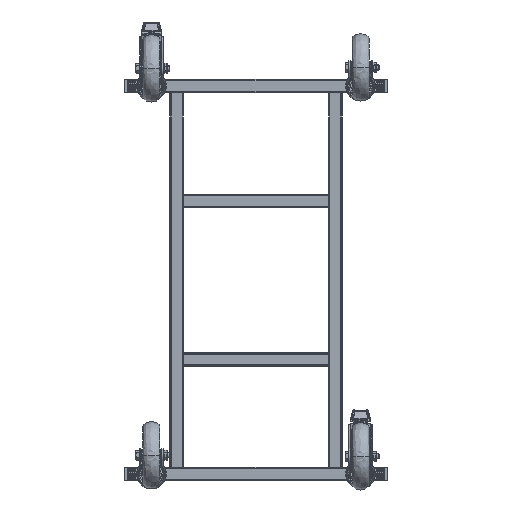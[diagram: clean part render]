
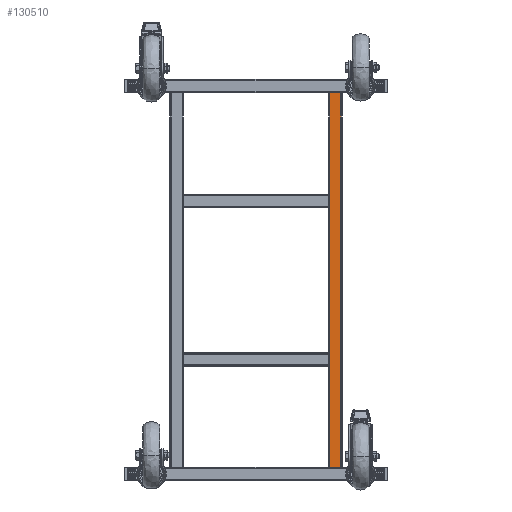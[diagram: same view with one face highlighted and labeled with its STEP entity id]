
A CAD part, front view. The second image highlights one B-rep face of the part: STEP entity #130510.
In plain terms, the highlighted planar face has unit normal (0, -1, 0).
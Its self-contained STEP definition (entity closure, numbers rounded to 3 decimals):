
#3304 = CARTESIAN_POINT ( 'NONE',  ( 125.5, 0., 277.5 ) ) ;
#13781 = EDGE_CURVE ( 'NONE', #38769, #120343, #73298, .T. ) ;
#23739 = DIRECTION ( 'NONE',  ( -1., 0., 0. ) ) ;
#27471 = EDGE_CURVE ( 'NONE', #141555, #38769, #87566, .T. ) ;
#36063 = VECTOR ( 'NONE', #105235, 1000. ) ;
#38769 = VERTEX_POINT ( 'NONE', #3304 ) ;
#38830 = CARTESIAN_POINT ( 'NONE',  ( 109.5, 0., -277.5 ) ) ;
#40843 = EDGE_CURVE ( 'NONE', #117185, #120343, #152739, .T. ) ;
#41734 = DIRECTION ( 'NONE',  ( 0., 1., 0. ) ) ;
#42721 = ORIENTED_EDGE ( 'NONE', *, *, #92853, .F. ) ;
#43459 = DIRECTION ( 'NONE',  ( 1., 0., 0. ) ) ;
#46096 = CARTESIAN_POINT ( 'NONE',  ( 125.5, 0., 277.5 ) ) ;
#62192 = DIRECTION ( 'NONE',  ( -1., 0., 0. ) ) ;
#67054 = ORIENTED_EDGE ( 'NONE', *, *, #40843, .F. ) ;
#73298 = LINE ( 'NONE', #46096, #162935 ) ;
#75080 = PLANE ( 'NONE',  #147581 ) ;
#87566 = LINE ( 'NONE', #150939, #94399 ) ;
#87711 = ORIENTED_EDGE ( 'NONE', *, *, #27471, .T. ) ;
#88689 = FACE_OUTER_BOUND ( 'NONE', #96270, .T. ) ;
#92853 = EDGE_CURVE ( 'NONE', #141555, #117185, #126044, .T. ) ;
#94399 = VECTOR ( 'NONE', #152661, 1000. ) ;
#96270 = EDGE_LOOP ( 'NONE', ( #148842, #67054, #42721, #87711 ) ) ;
#105235 = DIRECTION ( 'NONE',  ( 0., 0., 1. ) ) ;
#117185 = VERTEX_POINT ( 'NONE', #38830 ) ;
#117577 = CARTESIAN_POINT ( 'NONE',  ( 125.5, 0., -277.5 ) ) ;
#120343 = VERTEX_POINT ( 'NONE', #167127 ) ;
#126044 = LINE ( 'NONE', #154382, #154730 ) ;
#130510 = ADVANCED_FACE ( 'NONE', ( #88689 ), #75080, .F. ) ;
#130922 = CARTESIAN_POINT ( 'NONE',  ( 109.5, 0., -277.5 ) ) ;
#133049 = CARTESIAN_POINT ( 'NONE',  ( 125.5, 0., -277.5 ) ) ;
#141555 = VERTEX_POINT ( 'NONE', #117577 ) ;
#147581 = AXIS2_PLACEMENT_3D ( 'NONE', #133049, #41734, #43459 ) ;
#148842 = ORIENTED_EDGE ( 'NONE', *, *, #13781, .T. ) ;
#150939 = CARTESIAN_POINT ( 'NONE',  ( 125.5, 0., -277.5 ) ) ;
#152661 = DIRECTION ( 'NONE',  ( 0., 0., 1. ) ) ;
#152739 = LINE ( 'NONE', #130922, #36063 ) ;
#154382 = CARTESIAN_POINT ( 'NONE',  ( 125.5, 0., -277.5 ) ) ;
#154730 = VECTOR ( 'NONE', #23739, 1000. ) ;
#162935 = VECTOR ( 'NONE', #62192, 1000. ) ;
#167127 = CARTESIAN_POINT ( 'NONE',  ( 109.5, 0., 277.5 ) ) ;
